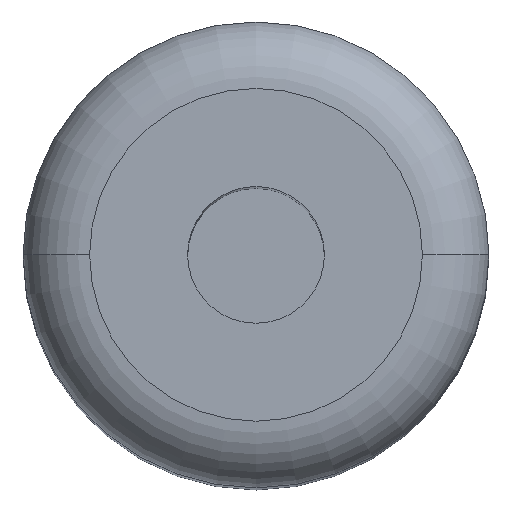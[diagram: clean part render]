
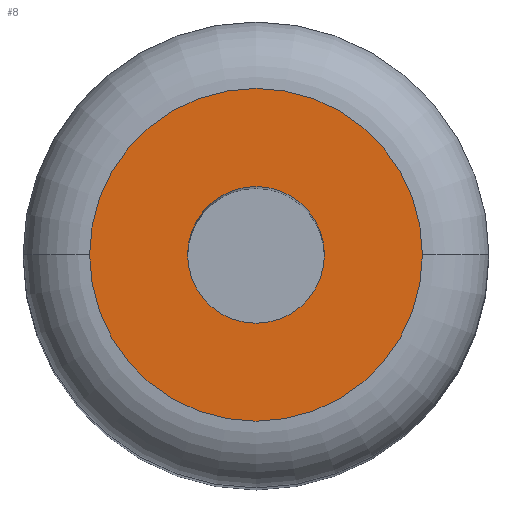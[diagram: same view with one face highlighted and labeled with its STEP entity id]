
A CAD part, top view. The second image highlights one B-rep face of the part: STEP entity #8.
In plain terms, the highlighted planar face has unit normal (0, 0, 1).
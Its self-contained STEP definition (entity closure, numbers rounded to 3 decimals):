
#8 = ADVANCED_FACE ( 'NONE', ( #294, #177 ), #161, .F. ) ;
#23 = AXIS2_PLACEMENT_3D ( 'NONE', #38, #345, #268 ) ;
#24 = EDGE_CURVE ( 'NONE', #280, #259, #324, .T. ) ;
#25 = DIRECTION ( 'NONE',  ( 0., 0., -1. ) ) ;
#38 = CARTESIAN_POINT ( 'NONE',  ( 20.467, 38.042, 99.418 ) ) ;
#49 = VERTEX_POINT ( 'NONE', #116 ) ;
#51 = EDGE_LOOP ( 'NONE', ( #284, #275 ) ) ;
#62 = CARTESIAN_POINT ( 'NONE',  ( 32.967, 38.042, 99.418 ) ) ;
#65 = CARTESIAN_POINT ( 'NONE',  ( 20.467, 38.042, 99.418 ) ) ;
#101 = CARTESIAN_POINT ( 'NONE',  ( 7.967, 38.042, 99.418 ) ) ;
#106 = DIRECTION ( 'NONE',  ( 0., 0., -1. ) ) ;
#116 = CARTESIAN_POINT ( 'NONE',  ( 15.33, 38.042, 99.418 ) ) ;
#121 = DIRECTION ( 'NONE',  ( 0., -1., 0. ) ) ;
#131 = AXIS2_PLACEMENT_3D ( 'NONE', #65, #106, #176 ) ;
#139 = CARTESIAN_POINT ( 'NONE',  ( 20.467, 38.042, 99.418 ) ) ;
#147 = CARTESIAN_POINT ( 'NONE',  ( 25.604, 38.042, 99.418 ) ) ;
#150 = ORIENTED_EDGE ( 'NONE', *, *, #24, .F. ) ;
#161 = PLANE ( 'NONE',  #174 ) ;
#170 = VERTEX_POINT ( 'NONE', #147 ) ;
#174 = AXIS2_PLACEMENT_3D ( 'NONE', #139, #234, #121 ) ;
#176 = DIRECTION ( 'NONE',  ( -1., 0., 0. ) ) ;
#177 = FACE_OUTER_BOUND ( 'NONE', #298, .T. ) ;
#191 = CIRCLE ( 'NONE', #131, 5.137 ) ;
#205 = CIRCLE ( 'NONE', #23, 5.137 ) ;
#208 = EDGE_CURVE ( 'NONE', #49, #170, #191, .T. ) ;
#214 = DIRECTION ( 'NONE',  ( -1., 0., 0. ) ) ;
#216 = CARTESIAN_POINT ( 'NONE',  ( 20.467, 38.042, 99.418 ) ) ;
#227 = CARTESIAN_POINT ( 'NONE',  ( 20.467, 38.042, 99.418 ) ) ;
#234 = DIRECTION ( 'NONE',  ( 0., 0., -1. ) ) ;
#250 = EDGE_CURVE ( 'NONE', #259, #280, #327, .T. ) ;
#259 = VERTEX_POINT ( 'NONE', #62 ) ;
#268 = DIRECTION ( 'NONE',  ( -1., 0., 0. ) ) ;
#271 = DIRECTION ( 'NONE',  ( 0., 0., -1. ) ) ;
#275 = ORIENTED_EDGE ( 'NONE', *, *, #347, .T. ) ;
#280 = VERTEX_POINT ( 'NONE', #101 ) ;
#283 = AXIS2_PLACEMENT_3D ( 'NONE', #227, #271, #312 ) ;
#284 = ORIENTED_EDGE ( 'NONE', *, *, #208, .T. ) ;
#293 = ORIENTED_EDGE ( 'NONE', *, *, #250, .F. ) ;
#294 = FACE_BOUND ( 'NONE', #51, .T. ) ;
#298 = EDGE_LOOP ( 'NONE', ( #150, #293 ) ) ;
#312 = DIRECTION ( 'NONE',  ( -1., 0., 0. ) ) ;
#324 = CIRCLE ( 'NONE', #283, 12.5 ) ;
#327 = CIRCLE ( 'NONE', #356, 12.5 ) ;
#345 = DIRECTION ( 'NONE',  ( 0., 0., -1. ) ) ;
#347 = EDGE_CURVE ( 'NONE', #170, #49, #205, .T. ) ;
#356 = AXIS2_PLACEMENT_3D ( 'NONE', #216, #25, #214 ) ;
